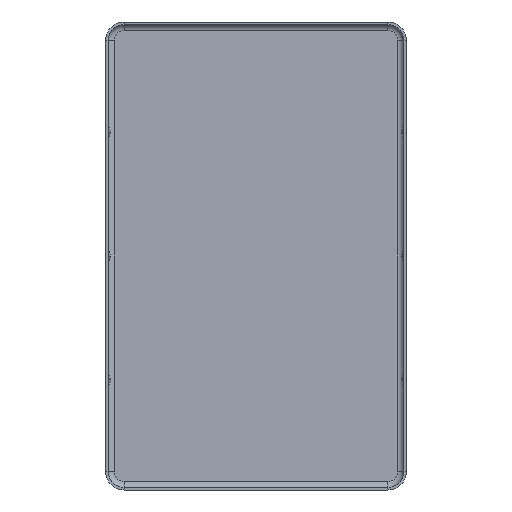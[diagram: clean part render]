
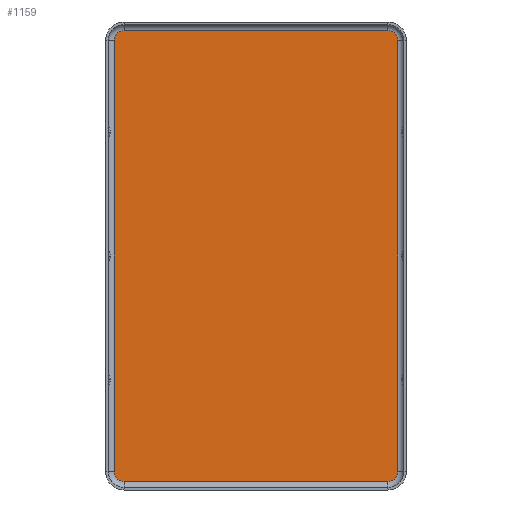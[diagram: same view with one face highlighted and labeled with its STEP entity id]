
A CAD part, front view. The second image highlights one B-rep face of the part: STEP entity #1159.
In plain terms, the highlighted planar face has unit normal (0, -1, 0).
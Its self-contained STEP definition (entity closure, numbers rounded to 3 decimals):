
#50 = VERTEX_POINT ( 'NONE', #159 ) ;
#67 = CARTESIAN_POINT ( 'NONE',  ( 10.65, 0., -18.2 ) ) ;
#77 = CIRCLE ( 'NONE', #1366, 0.8 ) ;
#78 = VECTOR ( 'NONE', #1322, 1000. ) ;
#104 = EDGE_CURVE ( 'NONE', #701, #815, #147, .T. ) ;
#109 = CARTESIAN_POINT ( 'NONE',  ( 10.65, 0., -17.4 ) ) ;
#147 = CIRCLE ( 'NONE', #1819, 0.8 ) ;
#159 = CARTESIAN_POINT ( 'NONE',  ( -11.45, 0., -17.4 ) ) ;
#169 = ORIENTED_EDGE ( 'NONE', *, *, #1799, .T. ) ;
#231 = DIRECTION ( 'NONE',  ( 0., 0., -1. ) ) ;
#246 = ORIENTED_EDGE ( 'NONE', *, *, #863, .F. ) ;
#378 = FACE_OUTER_BOUND ( 'NONE', #1682, .T. ) ;
#497 = DIRECTION ( 'NONE',  ( -1., 0., 0. ) ) ;
#502 = CARTESIAN_POINT ( 'NONE',  ( 11.45, 0., 0. ) ) ;
#526 = EDGE_CURVE ( 'NONE', #702, #1501, #529, .T. ) ;
#529 = CIRCLE ( 'NONE', #1431, 0.8 ) ;
#542 = ORIENTED_EDGE ( 'NONE', *, *, #1475, .F. ) ;
#588 = AXIS2_PLACEMENT_3D ( 'NONE', #1047, #1222, #1515 ) ;
#597 = LINE ( 'NONE', #1595, #78 ) ;
#607 = EDGE_CURVE ( 'NONE', #1575, #836, #1188, .T. ) ;
#629 = CARTESIAN_POINT ( 'NONE',  ( 10.65, 0., -18.2 ) ) ;
#646 = VECTOR ( 'NONE', #497, 1000. ) ;
#701 = VERTEX_POINT ( 'NONE', #805 ) ;
#702 = VERTEX_POINT ( 'NONE', #1658 ) ;
#757 = CARTESIAN_POINT ( 'NONE',  ( 10.65, 0., 18.2 ) ) ;
#805 = CARTESIAN_POINT ( 'NONE',  ( -11.45, 0., 17.4 ) ) ;
#815 = VERTEX_POINT ( 'NONE', #1555 ) ;
#836 = VERTEX_POINT ( 'NONE', #843 ) ;
#843 = CARTESIAN_POINT ( 'NONE',  ( -10.65, 0., -18.2 ) ) ;
#863 = EDGE_CURVE ( 'NONE', #1157, #1575, #77, .T. ) ;
#874 = DIRECTION ( 'NONE',  ( 0., 1., 0. ) ) ;
#883 = ORIENTED_EDGE ( 'NONE', *, *, #104, .F. ) ;
#899 = DIRECTION ( 'NONE',  ( 0., 0., -1. ) ) ;
#913 = VECTOR ( 'NONE', #1455, 1000. ) ;
#918 = EDGE_CURVE ( 'NONE', #1501, #815, #1624, .T. ) ;
#928 = ORIENTED_EDGE ( 'NONE', *, *, #526, .T. ) ;
#930 = CARTESIAN_POINT ( 'NONE',  ( 10.65, 0., 18.2 ) ) ;
#952 = PLANE ( 'NONE',  #968 ) ;
#968 = AXIS2_PLACEMENT_3D ( 'NONE', #109, #1073, #231 ) ;
#1032 = ORIENTED_EDGE ( 'NONE', *, *, #607, .F. ) ;
#1040 = CARTESIAN_POINT ( 'NONE',  ( 10.65, 0., 17.4 ) ) ;
#1047 = CARTESIAN_POINT ( 'NONE',  ( -10.65, 0., -17.4 ) ) ;
#1073 = DIRECTION ( 'NONE',  ( 0., -1., 0. ) ) ;
#1130 = DIRECTION ( 'NONE',  ( 0., 0., 1. ) ) ;
#1157 = VERTEX_POINT ( 'NONE', #1656 ) ;
#1159 = ADVANCED_FACE ( 'NONE', ( #378 ), #952, .T. ) ;
#1188 = LINE ( 'NONE', #67, #646 ) ;
#1200 = DIRECTION ( 'NONE',  ( 0., 1., 0. ) ) ;
#1208 = DIRECTION ( 'NONE',  ( 0., 0., -1. ) ) ;
#1222 = DIRECTION ( 'NONE',  ( 0., -1., 0. ) ) ;
#1322 = DIRECTION ( 'NONE',  ( 0., 0., -1. ) ) ;
#1366 = AXIS2_PLACEMENT_3D ( 'NONE', #1840, #874, #1130 ) ;
#1410 = EDGE_CURVE ( 'NONE', #701, #50, #597, .T. ) ;
#1431 = AXIS2_PLACEMENT_3D ( 'NONE', #1040, #1765, #1632 ) ;
#1455 = DIRECTION ( 'NONE',  ( -1., 0., 0. ) ) ;
#1475 = EDGE_CURVE ( 'NONE', #702, #1157, #1636, .T. ) ;
#1501 = VERTEX_POINT ( 'NONE', #930 ) ;
#1515 = DIRECTION ( 'NONE',  ( 0., 0., 1. ) ) ;
#1555 = CARTESIAN_POINT ( 'NONE',  ( -10.65, 0., 18.2 ) ) ;
#1575 = VERTEX_POINT ( 'NONE', #629 ) ;
#1595 = CARTESIAN_POINT ( 'NONE',  ( -11.45, 0., 0. ) ) ;
#1613 = CIRCLE ( 'NONE', #588, 0.8 ) ;
#1624 = LINE ( 'NONE', #757, #913 ) ;
#1632 = DIRECTION ( 'NONE',  ( 0., 0., -1. ) ) ;
#1636 = LINE ( 'NONE', #502, #1756 ) ;
#1656 = CARTESIAN_POINT ( 'NONE',  ( 11.45, 0., -17.4 ) ) ;
#1658 = CARTESIAN_POINT ( 'NONE',  ( 11.45, 0., 17.4 ) ) ;
#1671 = ORIENTED_EDGE ( 'NONE', *, *, #1410, .T. ) ;
#1682 = EDGE_LOOP ( 'NONE', ( #1032, #246, #542, #928, #1720, #883, #1671, #169 ) ) ;
#1720 = ORIENTED_EDGE ( 'NONE', *, *, #918, .T. ) ;
#1756 = VECTOR ( 'NONE', #1208, 1000. ) ;
#1765 = DIRECTION ( 'NONE',  ( 0., -1., 0. ) ) ;
#1792 = CARTESIAN_POINT ( 'NONE',  ( -10.65, 0., 17.4 ) ) ;
#1799 = EDGE_CURVE ( 'NONE', #50, #836, #1613, .T. ) ;
#1819 = AXIS2_PLACEMENT_3D ( 'NONE', #1792, #1200, #899 ) ;
#1840 = CARTESIAN_POINT ( 'NONE',  ( 10.65, 0., -17.4 ) ) ;
